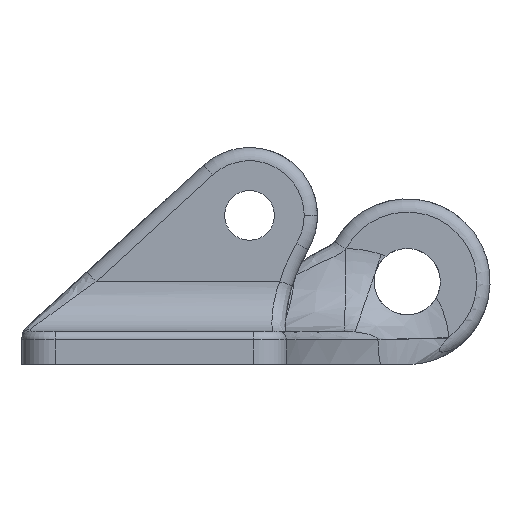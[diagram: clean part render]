
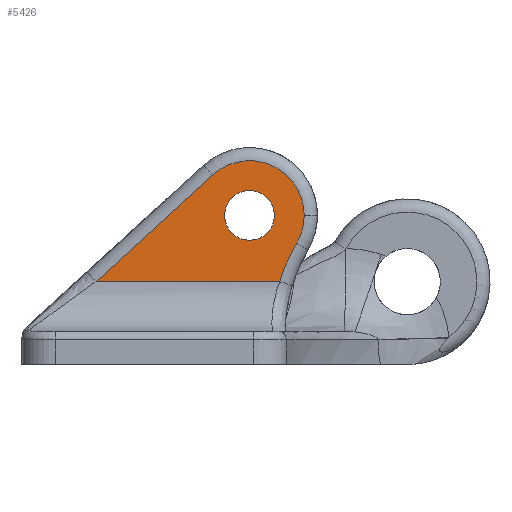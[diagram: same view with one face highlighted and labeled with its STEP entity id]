
A CAD part, left-side view. The second image highlights one B-rep face of the part: STEP entity #5426.
In plain terms, the highlighted planar face has unit normal (-1, 0, 0).
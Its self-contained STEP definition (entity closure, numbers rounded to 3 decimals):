
#292 = DIRECTION ( 'NONE',  ( -1., 0., 0. ) ) ;
#354 = CARTESIAN_POINT ( 'NONE',  ( -16.1, 0., 0. ) ) ;
#386 = DIRECTION ( 'NONE',  ( -1., 0., 0. ) ) ;
#603 = EDGE_CURVE ( 'NONE', #1285, #5484, #621, .T. ) ;
#616 = ORIENTED_EDGE ( 'NONE', *, *, #4492, .T. ) ;
#621 = CIRCLE ( 'NONE', #5774, 1.5 ) ;
#719 = CARTESIAN_POINT ( 'NONE',  ( -16.1, 0., 1.5 ) ) ;
#863 = DIRECTION ( 'NONE',  ( 0., -1., 0. ) ) ;
#923 = CARTESIAN_POINT ( 'NONE',  ( -16.1, 0., -1.5 ) ) ;
#1203 = FACE_OUTER_BOUND ( 'NONE', #5954, .T. ) ;
#1285 = VERTEX_POINT ( 'NONE', #923 ) ;
#1681 = CARTESIAN_POINT ( 'NONE',  ( -16.1, 0., 0. ) ) ;
#1684 = LINE ( 'NONE', #3472, #5715 ) ;
#1720 = ORIENTED_EDGE ( 'NONE', *, *, #3634, .T. ) ;
#1758 = AXIS2_PLACEMENT_3D ( 'NONE', #4603, #386, #2236 ) ;
#1772 = CARTESIAN_POINT ( 'NONE',  ( -16.1, -12.155, -7.145 ) ) ;
#1915 = CIRCLE ( 'NONE', #3356, 1.5 ) ;
#1935 = DIRECTION ( 'NONE',  ( 0., 0.738, -0.675 ) ) ;
#1954 = CIRCLE ( 'NONE', #1758, 3.3 ) ;
#2025 = VECTOR ( 'NONE', #1935, 1000. ) ;
#2051 = CARTESIAN_POINT ( 'NONE',  ( -16.1, 0.747, 3.788 ) ) ;
#2115 = PLANE ( 'NONE',  #4855 ) ;
#2204 = CIRCLE ( 'NONE', #2491, 10.8 ) ;
#2236 = DIRECTION ( 'NONE',  ( 0., -1., 0. ) ) ;
#2335 = DIRECTION ( 'NONE',  ( 1., 0., 0. ) ) ;
#2439 = CARTESIAN_POINT ( 'NONE',  ( -16.1, -2.845, -1.672 ) ) ;
#2491 = AXIS2_PLACEMENT_3D ( 'NONE', #1772, #2335, #863 ) ;
#2508 = CARTESIAN_POINT ( 'NONE',  ( -16.1, 9.268, -4. ) ) ;
#2709 = CIRCLE ( 'NONE', #5830, 3.3 ) ;
#2779 = CARTESIAN_POINT ( 'NONE',  ( -16.1, -1.824, -4. ) ) ;
#2897 = EDGE_CURVE ( 'NONE', #5484, #1285, #1915, .T. ) ;
#3051 = DIRECTION ( 'NONE',  ( 0., -1., 0. ) ) ;
#3091 = DIRECTION ( 'NONE',  ( 0., -1., 0. ) ) ;
#3151 = DIRECTION ( 'NONE',  ( -1., 0., 0. ) ) ;
#3356 = AXIS2_PLACEMENT_3D ( 'NONE', #5131, #3151, #3693 ) ;
#3472 = CARTESIAN_POINT ( 'NONE',  ( -16.1, -2.157, -4. ) ) ;
#3627 = ORIENTED_EDGE ( 'NONE', *, *, #2897, .F. ) ;
#3629 = CARTESIAN_POINT ( 'NONE',  ( -16.1, -3.3, 0. ) ) ;
#3634 = EDGE_CURVE ( 'NONE', #4068, #4505, #2204, .T. ) ;
#3693 = DIRECTION ( 'NONE',  ( 0., -1., 0. ) ) ;
#4068 = VERTEX_POINT ( 'NONE', #2779 ) ;
#4111 = ORIENTED_EDGE ( 'NONE', *, *, #5642, .T. ) ;
#4119 = DIRECTION ( 'NONE',  ( 0., -1., 0. ) ) ;
#4326 = DIRECTION ( 'NONE',  ( -1., 0., 0. ) ) ;
#4354 = LINE ( 'NONE', #2051, #2025 ) ;
#4452 = CARTESIAN_POINT ( 'NONE',  ( -16.1, 13.736, 18. ) ) ;
#4492 = EDGE_CURVE ( 'NONE', #4898, #5443, #4354, .T. ) ;
#4505 = VERTEX_POINT ( 'NONE', #2439 ) ;
#4543 = CARTESIAN_POINT ( 'NONE',  ( -16.1, 2.226, 2.436 ) ) ;
#4603 = CARTESIAN_POINT ( 'NONE',  ( -16.1, 0., 0. ) ) ;
#4760 = EDGE_CURVE ( 'NONE', #5443, #4068, #1684, .T. ) ;
#4855 = AXIS2_PLACEMENT_3D ( 'NONE', #4452, #292, #3091 ) ;
#4878 = DIRECTION ( 'NONE',  ( 0., -1., 0. ) ) ;
#4882 = FACE_BOUND ( 'NONE', #5528, .T. ) ;
#4898 = VERTEX_POINT ( 'NONE', #4543 ) ;
#5095 = DIRECTION ( 'NONE',  ( -1., 0., 0. ) ) ;
#5131 = CARTESIAN_POINT ( 'NONE',  ( -16.1, 0., 0. ) ) ;
#5308 = ORIENTED_EDGE ( 'NONE', *, *, #5535, .T. ) ;
#5426 = ADVANCED_FACE ( 'NONE', ( #4882, #1203 ), #2115, .T. ) ;
#5443 = VERTEX_POINT ( 'NONE', #2508 ) ;
#5484 = VERTEX_POINT ( 'NONE', #719 ) ;
#5528 = EDGE_LOOP ( 'NONE', ( #3627, #5570 ) ) ;
#5535 = EDGE_CURVE ( 'NONE', #5644, #4898, #2709, .T. ) ;
#5570 = ORIENTED_EDGE ( 'NONE', *, *, #603, .F. ) ;
#5642 = EDGE_CURVE ( 'NONE', #4505, #5644, #1954, .T. ) ;
#5644 = VERTEX_POINT ( 'NONE', #3629 ) ;
#5715 = VECTOR ( 'NONE', #4878, 1000. ) ;
#5774 = AXIS2_PLACEMENT_3D ( 'NONE', #1681, #4326, #3051 ) ;
#5830 = AXIS2_PLACEMENT_3D ( 'NONE', #354, #5095, #4119 ) ;
#5954 = EDGE_LOOP ( 'NONE', ( #5983, #1720, #4111, #5308, #616 ) ) ;
#5983 = ORIENTED_EDGE ( 'NONE', *, *, #4760, .T. ) ;
